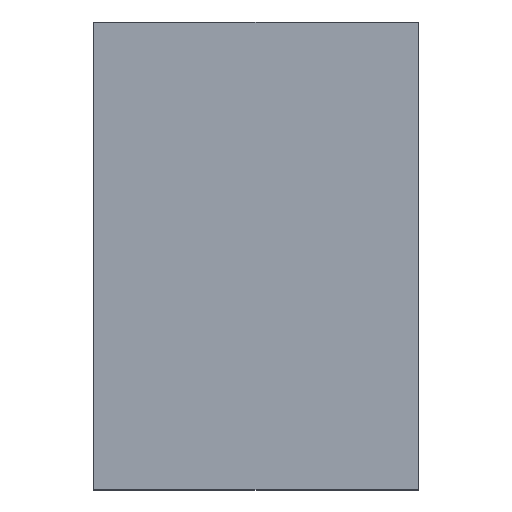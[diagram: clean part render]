
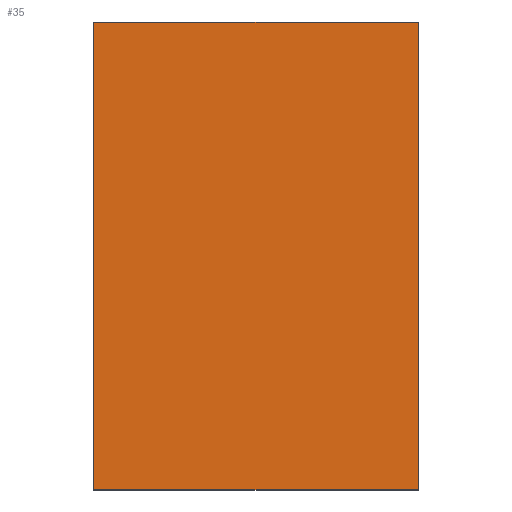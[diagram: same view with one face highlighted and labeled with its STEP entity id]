
A CAD part, top view. The second image highlights one B-rep face of the part: STEP entity #35.
In plain terms, the highlighted planar face has unit normal (0, 0, 1).
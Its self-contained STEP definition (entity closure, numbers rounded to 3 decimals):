
#1 = CARTESIAN_POINT ( 'NONE',  ( -6.352, -64.48, 3. ) ) ;
#8 = LINE ( 'NONE', #118, #186 ) ;
#12 = DIRECTION ( 'NONE',  ( 1., 0., 0. ) ) ;
#14 = DIRECTION ( 'NONE',  ( 0., 0., 1. ) ) ;
#18 = CARTESIAN_POINT ( 'NONE',  ( -6.352, 7.52, 3. ) ) ;
#28 = ORIENTED_EDGE ( 'NONE', *, *, #224, .T. ) ;
#33 = DIRECTION ( 'NONE',  ( -1., 0., 0. ) ) ;
#35 = ADVANCED_FACE ( 'NONE', ( #85 ), #151, .T. ) ;
#50 = DIRECTION ( 'NONE',  ( 0., 1., 0. ) ) ;
#52 = LINE ( 'NONE', #235, #167 ) ;
#61 = VECTOR ( 'NONE', #304, 1000. ) ;
#65 = VERTEX_POINT ( 'NONE', #264 ) ;
#85 = FACE_OUTER_BOUND ( 'NONE', #137, .T. ) ;
#99 = DIRECTION ( 'NONE',  ( 1., 0., 0. ) ) ;
#116 = LINE ( 'NONE', #298, #61 ) ;
#118 = CARTESIAN_POINT ( 'NONE',  ( -6.352, 7.52, 3. ) ) ;
#137 = EDGE_LOOP ( 'NONE', ( #302, #28, #196, #263 ) ) ;
#151 = PLANE ( 'NONE',  #203 ) ;
#159 = EDGE_CURVE ( 'NONE', #65, #313, #310, .T. ) ;
#160 = CARTESIAN_POINT ( 'NONE',  ( 43.648, 7.52, 3. ) ) ;
#166 = VERTEX_POINT ( 'NONE', #1 ) ;
#167 = VECTOR ( 'NONE', #12, 1000. ) ;
#168 = VECTOR ( 'NONE', #50, 1000. ) ;
#171 = CARTESIAN_POINT ( 'NONE',  ( 0., 0., 3. ) ) ;
#186 = VECTOR ( 'NONE', #33, 1000. ) ;
#196 = ORIENTED_EDGE ( 'NONE', *, *, #159, .T. ) ;
#198 = EDGE_CURVE ( 'NONE', #313, #212, #8, .T. ) ;
#203 = AXIS2_PLACEMENT_3D ( 'NONE', #171, #14, #99 ) ;
#212 = VERTEX_POINT ( 'NONE', #18 ) ;
#224 = EDGE_CURVE ( 'NONE', #166, #65, #52, .T. ) ;
#235 = CARTESIAN_POINT ( 'NONE',  ( -6.352, -64.48, 3. ) ) ;
#249 = EDGE_CURVE ( 'NONE', #212, #166, #116, .T. ) ;
#257 = CARTESIAN_POINT ( 'NONE',  ( 43.648, 7.52, 3. ) ) ;
#263 = ORIENTED_EDGE ( 'NONE', *, *, #198, .T. ) ;
#264 = CARTESIAN_POINT ( 'NONE',  ( 43.648, -64.48, 3. ) ) ;
#298 = CARTESIAN_POINT ( 'NONE',  ( -6.352, 7.52, 3. ) ) ;
#302 = ORIENTED_EDGE ( 'NONE', *, *, #249, .T. ) ;
#304 = DIRECTION ( 'NONE',  ( 0., -1., 0. ) ) ;
#310 = LINE ( 'NONE', #257, #168 ) ;
#313 = VERTEX_POINT ( 'NONE', #160 ) ;
